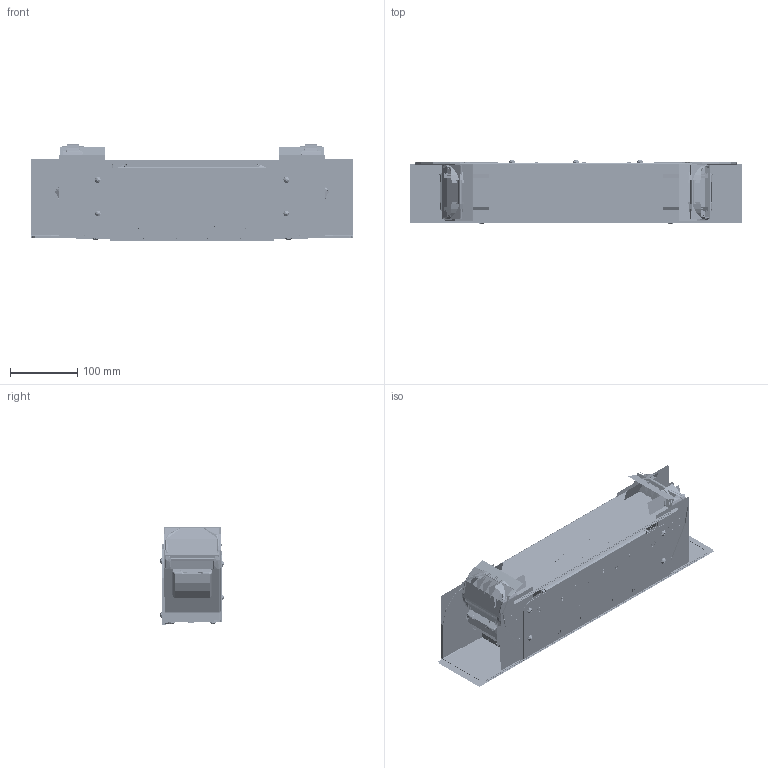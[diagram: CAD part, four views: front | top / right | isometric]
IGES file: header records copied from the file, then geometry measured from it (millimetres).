
Start section:  PTC IGES file: 193930.igs
Global section: file name: 193930.igs; native system: Creo Parametric by PTC Inc.; preprocessor: 2019292; author: PDMAdmin; organization: Unknown; date: 20201124.154050; units: millimetre
Bounding box: 492.96 x 95.17 x 144.12 mm (x, y, z)
Volume: 1046621.4 mm3; surface area: 9548617.8 mm2
Topology: 93 solids, 122 shells, 16490 faces, 94642 edges, 126834 vertices
Faces by surface type: revolution 8180, bspline 7982, extrusion 328
